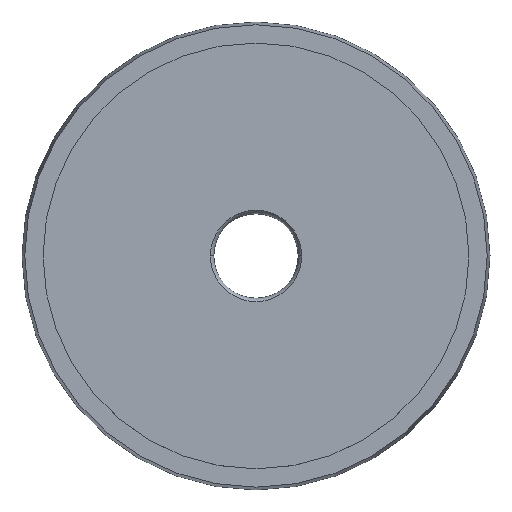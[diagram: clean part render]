
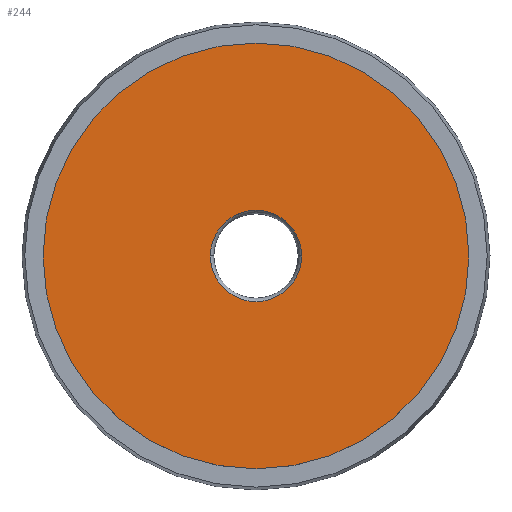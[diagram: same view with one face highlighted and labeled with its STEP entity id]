
A CAD part, top view. The second image highlights one B-rep face of the part: STEP entity #244.
In plain terms, the highlighted planar face has unit normal (0, 0, 1).
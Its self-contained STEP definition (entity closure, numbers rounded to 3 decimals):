
#13 = CIRCLE ( 'NONE', #415, 3.25 ) ;
#16 = CARTESIAN_POINT ( 'NONE',  ( 0., 0., 0. ) ) ;
#33 = ORIENTED_EDGE ( 'NONE', *, *, #84, .T. ) ;
#51 = AXIS2_PLACEMENT_3D ( 'NONE', #559, #364, #455 ) ;
#54 = CARTESIAN_POINT ( 'NONE',  ( 0., 0., 0. ) ) ;
#72 = CARTESIAN_POINT ( 'NONE',  ( 3.25, 0., 0. ) ) ;
#80 = AXIS2_PLACEMENT_3D ( 'NONE', #54, #395, #105 ) ;
#84 = EDGE_CURVE ( 'NONE', #585, #185, #462, .T. ) ;
#105 = DIRECTION ( 'NONE',  ( -1., 0., 0. ) ) ;
#113 = CARTESIAN_POINT ( 'NONE',  ( 15.15, 0., 0. ) ) ;
#150 = DIRECTION ( 'NONE',  ( 0., 0., 1. ) ) ;
#185 = VERTEX_POINT ( 'NONE', #319 ) ;
#194 = DIRECTION ( 'NONE',  ( 1., 0., 0. ) ) ;
#223 = ORIENTED_EDGE ( 'NONE', *, *, #254, .F. ) ;
#232 = VERTEX_POINT ( 'NONE', #72 ) ;
#244 = ADVANCED_FACE ( 'NONE', ( #565, #594 ), #642, .F. ) ;
#245 = CARTESIAN_POINT ( 'NONE',  ( 0., 0., 0. ) ) ;
#254 = EDGE_CURVE ( 'NONE', #580, #232, #13, .T. ) ;
#263 = DIRECTION ( 'NONE',  ( 1., 0., 0. ) ) ;
#296 = CARTESIAN_POINT ( 'NONE',  ( 0., 0., 0. ) ) ;
#319 = CARTESIAN_POINT ( 'NONE',  ( -15.15, 0., 0. ) ) ;
#364 = DIRECTION ( 'NONE',  ( 0., 0., 1. ) ) ;
#365 = CIRCLE ( 'NONE', #597, 3.25 ) ;
#369 = DIRECTION ( 'NONE',  ( 1., 0., 0. ) ) ;
#393 = DIRECTION ( 'NONE',  ( 0., 0., 1. ) ) ;
#395 = DIRECTION ( 'NONE',  ( 0., 0., -1. ) ) ;
#410 = CARTESIAN_POINT ( 'NONE',  ( -3.25, 0., 0. ) ) ;
#415 = AXIS2_PLACEMENT_3D ( 'NONE', #296, #393, #369 ) ;
#417 = ORIENTED_EDGE ( 'NONE', *, *, #632, .T. ) ;
#455 = DIRECTION ( 'NONE',  ( 1., 0., 0. ) ) ;
#462 = CIRCLE ( 'NONE', #475, 15.15 ) ;
#475 = AXIS2_PLACEMENT_3D ( 'NONE', #245, #484, #194 ) ;
#484 = DIRECTION ( 'NONE',  ( 0., 0., 1. ) ) ;
#510 = EDGE_CURVE ( 'NONE', #232, #580, #365, .T. ) ;
#518 = CIRCLE ( 'NONE', #51, 15.15 ) ;
#559 = CARTESIAN_POINT ( 'NONE',  ( 0., 0., 0. ) ) ;
#565 = FACE_BOUND ( 'NONE', #611, .T. ) ;
#572 = ORIENTED_EDGE ( 'NONE', *, *, #510, .F. ) ;
#580 = VERTEX_POINT ( 'NONE', #410 ) ;
#585 = VERTEX_POINT ( 'NONE', #113 ) ;
#594 = FACE_OUTER_BOUND ( 'NONE', #627, .T. ) ;
#597 = AXIS2_PLACEMENT_3D ( 'NONE', #16, #150, #263 ) ;
#611 = EDGE_LOOP ( 'NONE', ( #572, #223 ) ) ;
#627 = EDGE_LOOP ( 'NONE', ( #33, #417 ) ) ;
#632 = EDGE_CURVE ( 'NONE', #185, #585, #518, .T. ) ;
#642 = PLANE ( 'NONE',  #80 ) ;
